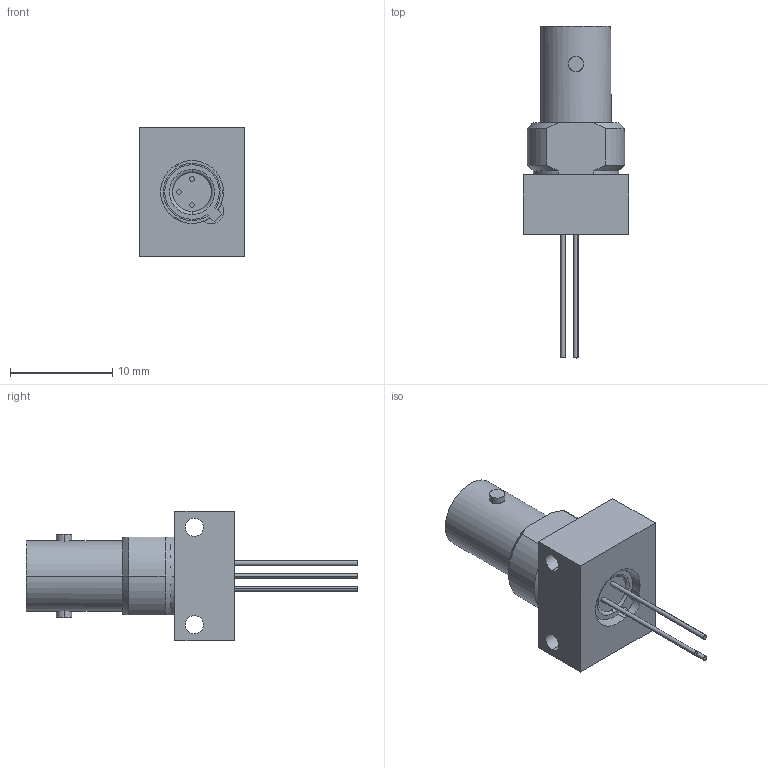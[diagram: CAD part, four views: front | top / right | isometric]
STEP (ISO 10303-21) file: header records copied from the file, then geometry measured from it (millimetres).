
FILE_DESCRIPTION (( 'STEP AP214' ), '1' );
FILE_NAME ('OPF794.STEP', '2020-11-18T16:19:12', ( '' ), ( '' ), 'SwSTEP 2.0', 'SolidWorks 2020', '' );
FILE_SCHEMA (( 'AUTOMOTIVE_DESIGN' ));
Length unit declared in the file: inch
Products named in the file (9): C210-127-001; SHELL; OPF794; BrazedLead; C440-362-XXXM; OPF790-001; Fill; C790-242-002; LEAD
Assembly tree (9 placements, depth 4):
  OPF794
    OPF790-001
      C210-127-001
        SHELL
        Fill
        LEAD  x2
        BrazedLead
      C440-362-XXXM
    C790-242-002
Bounding box: 10.31 x 32.46 x 12.7 mm (x, y, z)
Volume: 1045.5 mm3; surface area: 1657.5 mm2
Topology: 7 solids, 7 shells, 156 faces, 369 edges, 237 vertices
Faces by surface type: cylinder 69, plane 57, cone 15, torus 12, bspline 3
Entity records: 5069 total; most frequent: CARTESIAN_POINT 1040, DIRECTION 840, ORIENTED_EDGE 726, EDGE_CURVE 363, AXIS2_PLACEMENT_3D 351, VERTEX_POINT 233, CIRCLE 188, EDGE_LOOP 178
